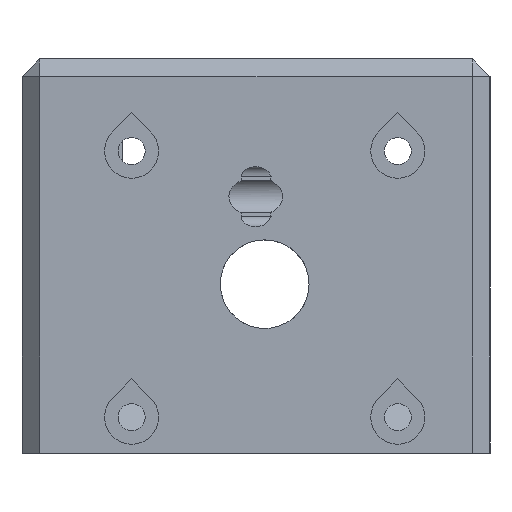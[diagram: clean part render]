
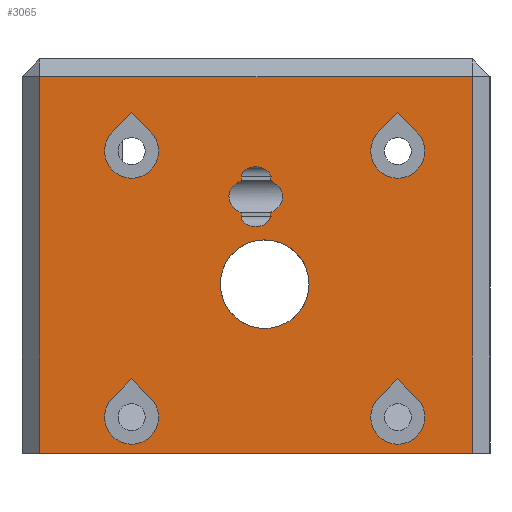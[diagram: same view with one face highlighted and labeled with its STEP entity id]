
A CAD part, left-side view. The second image highlights one B-rep face of the part: STEP entity #3065.
In plain terms, the highlighted planar face has unit normal (-1, 0, 0).
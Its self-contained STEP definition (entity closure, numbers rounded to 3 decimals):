
#15=ELLIPSE('',#3198,1.63,1.153);
#16=ELLIPSE('',#3205,1.63,1.153);
#17=ELLIPSE('',#3213,3.036,2.147);
#18=ELLIPSE('',#3214,3.036,2.147);
#19=ELLIPSE('',#3215,3.036,2.147);
#70=FACE_BOUND('',#436,.T.);
#71=FACE_BOUND('',#437,.T.);
#72=FACE_BOUND('',#438,.T.);
#73=FACE_BOUND('',#439,.T.);
#74=FACE_BOUND('',#440,.T.);
#75=FACE_BOUND('',#441,.T.);
#127=CIRCLE('',#3300,3.05);
#128=CIRCLE('',#3301,5.);
#129=CIRCLE('',#3302,3.05);
#130=CIRCLE('',#3303,3.05);
#131=CIRCLE('',#3304,3.05);
#247=FACE_OUTER_BOUND('',#435,.T.);
#435=EDGE_LOOP('',(#2373,#2374,#2375,#2376));
#436=EDGE_LOOP('',(#2377,#2378,#2379,#2380,#2381,#2382,#2383,#2384,#2385));
#437=EDGE_LOOP('',(#2386,#2387,#2388));
#438=EDGE_LOOP('',(#2389));
#439=EDGE_LOOP('',(#2390,#2391,#2392));
#440=EDGE_LOOP('',(#2393,#2394,#2395));
#441=EDGE_LOOP('',(#2396,#2397,#2398));
#612=LINE('',#4453,#964);
#615=LINE('',#4459,#967);
#620=LINE('',#4476,#972);
#623=LINE('',#4482,#975);
#739=LINE('',#4791,#1091);
#744=LINE('',#4800,#1096);
#748=LINE('',#4807,#1100);
#757=LINE('',#4824,#1109);
#758=LINE('',#4827,#1110);
#759=LINE('',#4830,#1111);
#760=LINE('',#4835,#1112);
#761=LINE('',#4838,#1113);
#762=LINE('',#4841,#1114);
#763=LINE('',#4844,#1115);
#764=LINE('',#4847,#1116);
#765=LINE('',#4850,#1117);
#964=VECTOR('',#3554,10.);
#967=VECTOR('',#3559,10.);
#972=VECTOR('',#3576,10.);
#975=VECTOR('',#3581,10.);
#1091=VECTOR('',#3865,10.);
#1096=VECTOR('',#3874,10.);
#1100=VECTOR('',#3880,10.);
#1109=VECTOR('',#3897,10.);
#1110=VECTOR('',#3898,10.);
#1111=VECTOR('',#3901,10.);
#1112=VECTOR('',#3904,10.);
#1113=VECTOR('',#3907,10.);
#1114=VECTOR('',#3908,10.);
#1115=VECTOR('',#3911,10.);
#1116=VECTOR('',#3912,10.);
#1117=VECTOR('',#3915,10.);
#1302=VERTEX_POINT('',#4443);
#1303=VERTEX_POINT('',#4444);
#1306=VERTEX_POINT('',#4452);
#1308=VERTEX_POINT('',#4458);
#1310=VERTEX_POINT('',#4466);
#1311=VERTEX_POINT('',#4467);
#1314=VERTEX_POINT('',#4475);
#1316=VERTEX_POINT('',#4481);
#1319=VERTEX_POINT('',#4491);
#1415=VERTEX_POINT('',#4758);
#1423=VERTEX_POINT('',#4784);
#1427=VERTEX_POINT('',#4798);
#1428=VERTEX_POINT('',#4803);
#1434=VERTEX_POINT('',#4825);
#1435=VERTEX_POINT('',#4826);
#1436=VERTEX_POINT('',#4828);
#1437=VERTEX_POINT('',#4831);
#1438=VERTEX_POINT('',#4833);
#1439=VERTEX_POINT('',#4834);
#1440=VERTEX_POINT('',#4836);
#1441=VERTEX_POINT('',#4839);
#1442=VERTEX_POINT('',#4840);
#1443=VERTEX_POINT('',#4842);
#1444=VERTEX_POINT('',#4845);
#1445=VERTEX_POINT('',#4846);
#1446=VERTEX_POINT('',#4848);
#1594=EDGE_CURVE('',#1302,#1303,#15,.T.);
#1598=EDGE_CURVE('',#1303,#1306,#612,.T.);
#1601=EDGE_CURVE('',#1308,#1302,#615,.T.);
#1605=EDGE_CURVE('',#1310,#1311,#16,.T.);
#1609=EDGE_CURVE('',#1311,#1314,#620,.T.);
#1612=EDGE_CURVE('',#1316,#1310,#623,.T.);
#1618=EDGE_CURVE('',#1314,#1319,#17,.T.);
#1619=EDGE_CURVE('',#1306,#1316,#18,.T.);
#1620=EDGE_CURVE('',#1319,#1308,#19,.T.);
#1765=EDGE_CURVE('',#1423,#1415,#739,.T.);
#1770=EDGE_CURVE('',#1427,#1423,#744,.T.);
#1774=EDGE_CURVE('',#1415,#1428,#748,.T.);
#1783=EDGE_CURVE('',#1428,#1427,#757,.T.);
#1784=EDGE_CURVE('',#1434,#1435,#758,.T.);
#1785=EDGE_CURVE('',#1435,#1436,#127,.T.);
#1786=EDGE_CURVE('',#1436,#1434,#759,.T.);
#1787=EDGE_CURVE('',#1437,#1437,#128,.T.);
#1788=EDGE_CURVE('',#1438,#1439,#760,.T.);
#1789=EDGE_CURVE('',#1439,#1440,#129,.T.);
#1790=EDGE_CURVE('',#1440,#1438,#761,.T.);
#1791=EDGE_CURVE('',#1441,#1442,#762,.T.);
#1792=EDGE_CURVE('',#1442,#1443,#130,.T.);
#1793=EDGE_CURVE('',#1443,#1441,#763,.T.);
#1794=EDGE_CURVE('',#1444,#1445,#764,.T.);
#1795=EDGE_CURVE('',#1445,#1446,#131,.T.);
#1796=EDGE_CURVE('',#1446,#1444,#765,.T.);
#2373=ORIENTED_EDGE('',*,*,#1774,.F.);
#2374=ORIENTED_EDGE('',*,*,#1765,.F.);
#2375=ORIENTED_EDGE('',*,*,#1770,.F.);
#2376=ORIENTED_EDGE('',*,*,#1783,.F.);
#2377=ORIENTED_EDGE('',*,*,#1598,.T.);
#2378=ORIENTED_EDGE('',*,*,#1619,.T.);
#2379=ORIENTED_EDGE('',*,*,#1612,.T.);
#2380=ORIENTED_EDGE('',*,*,#1605,.T.);
#2381=ORIENTED_EDGE('',*,*,#1609,.T.);
#2382=ORIENTED_EDGE('',*,*,#1618,.T.);
#2383=ORIENTED_EDGE('',*,*,#1620,.T.);
#2384=ORIENTED_EDGE('',*,*,#1601,.T.);
#2385=ORIENTED_EDGE('',*,*,#1594,.T.);
#2386=ORIENTED_EDGE('',*,*,#1784,.T.);
#2387=ORIENTED_EDGE('',*,*,#1785,.T.);
#2388=ORIENTED_EDGE('',*,*,#1786,.T.);
#2389=ORIENTED_EDGE('',*,*,#1787,.T.);
#2390=ORIENTED_EDGE('',*,*,#1788,.T.);
#2391=ORIENTED_EDGE('',*,*,#1789,.T.);
#2392=ORIENTED_EDGE('',*,*,#1790,.T.);
#2393=ORIENTED_EDGE('',*,*,#1791,.T.);
#2394=ORIENTED_EDGE('',*,*,#1792,.T.);
#2395=ORIENTED_EDGE('',*,*,#1793,.T.);
#2396=ORIENTED_EDGE('',*,*,#1794,.T.);
#2397=ORIENTED_EDGE('',*,*,#1795,.T.);
#2398=ORIENTED_EDGE('',*,*,#1796,.T.);
#2913=PLANE('',#3299);
#3065=ADVANCED_FACE('',(#247,#70,#71,#72,#73,#74,#75),#2913,.T.);
#3198=AXIS2_PLACEMENT_3D('',#4445,#3546,#3547);
#3205=AXIS2_PLACEMENT_3D('',#4468,#3568,#3569);
#3213=AXIS2_PLACEMENT_3D('',#4493,#3593,#3594);
#3214=AXIS2_PLACEMENT_3D('',#4494,#3595,#3596);
#3215=AXIS2_PLACEMENT_3D('',#4495,#3597,#3598);
#3299=AXIS2_PLACEMENT_3D('',#4823,#3895,#3896);
#3300=AXIS2_PLACEMENT_3D('',#4829,#3899,#3900);
#3301=AXIS2_PLACEMENT_3D('',#4832,#3902,#3903);
#3302=AXIS2_PLACEMENT_3D('',#4837,#3905,#3906);
#3303=AXIS2_PLACEMENT_3D('',#4843,#3909,#3910);
#3304=AXIS2_PLACEMENT_3D('',#4849,#3913,#3914);
#3546=DIRECTION('center_axis',(1.,0.,0.));
#3547=DIRECTION('ref_axis',(0.,1.,0.));
#3554=DIRECTION('',(0.,0.,1.));
#3559=DIRECTION('',(0.,0.,-1.));
#3568=DIRECTION('center_axis',(1.,0.,0.));
#3569=DIRECTION('ref_axis',(0.,1.,0.));
#3576=DIRECTION('',(0.,0.,-1.));
#3581=DIRECTION('',(0.,0.,1.));
#3593=DIRECTION('center_axis',(1.,0.,0.));
#3594=DIRECTION('ref_axis',(0.,1.,0.));
#3595=DIRECTION('center_axis',(1.,0.,0.));
#3596=DIRECTION('ref_axis',(0.,1.,0.));
#3597=DIRECTION('center_axis',(1.,0.,0.));
#3598=DIRECTION('ref_axis',(0.,1.,0.));
#3865=DIRECTION('',(0.,-1.,0.));
#3874=DIRECTION('',(0.,0.,1.));
#3880=DIRECTION('',(0.,0.,-1.));
#3895=DIRECTION('center_axis',(-1.,0.,0.));
#3896=DIRECTION('ref_axis',(0.,0.,1.));
#3897=DIRECTION('',(0.,1.,0.));
#3898=DIRECTION('',(0.,-0.707,-0.707));
#3899=DIRECTION('center_axis',(1.,0.,0.));
#3900=DIRECTION('ref_axis',(0.,1.,0.));
#3901=DIRECTION('',(0.,-0.707,0.707));
#3902=DIRECTION('center_axis',(1.,0.,0.));
#3903=DIRECTION('ref_axis',(0.,1.,0.));
#3904=DIRECTION('',(0.,-0.707,-0.707));
#3905=DIRECTION('center_axis',(1.,0.,0.));
#3906=DIRECTION('ref_axis',(0.,1.,0.));
#3907=DIRECTION('',(0.,-0.707,0.707));
#3908=DIRECTION('',(0.,-0.707,-0.707));
#3909=DIRECTION('center_axis',(1.,0.,0.));
#3910=DIRECTION('ref_axis',(0.,1.,0.));
#3911=DIRECTION('',(0.,-0.707,0.707));
#3912=DIRECTION('',(0.,-0.707,-0.707));
#3913=DIRECTION('center_axis',(1.,0.,0.));
#3914=DIRECTION('ref_axis',(0.,1.,0.));
#3915=DIRECTION('',(0.,-0.707,0.707));
#4443=CARTESIAN_POINT('',(-6.,-0.63,7.643));
#4444=CARTESIAN_POINT('',(-6.,2.63,7.643));
#4445=CARTESIAN_POINT('Origin',(-6.,1.,7.643));
#4452=CARTESIAN_POINT('',(-6.,2.63,8.055));
#4453=CARTESIAN_POINT('',(-6.,2.63,5.615));
#4458=CARTESIAN_POINT('',(-6.,-0.63,8.055));
#4459=CARTESIAN_POINT('',(-6.,-0.63,5.409));
#4466=CARTESIAN_POINT('',(-6.,2.63,12.089));
#4467=CARTESIAN_POINT('',(-6.,-0.63,12.089));
#4468=CARTESIAN_POINT('Origin',(-6.,1.,12.089));
#4475=CARTESIAN_POINT('',(-6.,-0.63,11.677));
#4476=CARTESIAN_POINT('',(-6.,-0.63,7.426));
#4481=CARTESIAN_POINT('',(-6.,2.63,11.677));
#4482=CARTESIAN_POINT('',(-6.,2.63,7.632));
#4491=CARTESIAN_POINT('',(-6.,-2.036,9.866));
#4493=CARTESIAN_POINT('Origin',(-6.,1.,9.866));
#4494=CARTESIAN_POINT('Origin',(-6.,1.,9.866));
#4495=CARTESIAN_POINT('Origin',(-6.,1.,9.866));
#4758=CARTESIAN_POINT('',(-6.,-23.4,23.4));
#4784=CARTESIAN_POINT('',(-6.,25.361,23.4));
#4791=CARTESIAN_POINT('',(-6.,-12.21,23.4));
#4798=CARTESIAN_POINT('',(-6.,25.361,-19.05));
#4800=CARTESIAN_POINT('',(-6.,25.361,3.175));
#4803=CARTESIAN_POINT('',(-6.,-23.4,-19.05));
#4807=CARTESIAN_POINT('',(-6.,-23.4,-7.938));
#4823=CARTESIAN_POINT('Origin',(-6.,0.981,3.175));
#4824=CARTESIAN_POINT('',(-6.,25.361,-19.05));
#4825=CARTESIAN_POINT('',(-6.,15.,19.313));
#4826=CARTESIAN_POINT('',(-6.,12.843,17.157));
#4827=CARTESIAN_POINT('',(-6.,7.461,11.774));
#4828=CARTESIAN_POINT('',(-6.,17.157,17.157));
#4829=CARTESIAN_POINT('Origin',(-6.,15.,15.));
#4830=CARTESIAN_POINT('',(-6.,16.608,17.705));
#4831=CARTESIAN_POINT('',(-6.,-5.,0.));
#4832=CARTESIAN_POINT('Origin',(-6.,0.,0.));
#4833=CARTESIAN_POINT('',(-6.,15.,-10.687));
#4834=CARTESIAN_POINT('',(-6.,12.843,-12.843));
#4835=CARTESIAN_POINT('',(-6.,14.961,-10.726));
#4836=CARTESIAN_POINT('',(-6.,17.157,-12.843));
#4837=CARTESIAN_POINT('Origin',(-6.,15.,-15.));
#4838=CARTESIAN_POINT('',(-6.,9.108,-4.795));
#4839=CARTESIAN_POINT('',(-6.,-15.,19.313));
#4840=CARTESIAN_POINT('',(-6.,-17.157,17.157));
#4841=CARTESIAN_POINT('',(-6.,-15.039,19.274));
#4842=CARTESIAN_POINT('',(-6.,-12.843,17.157));
#4843=CARTESIAN_POINT('Origin',(-6.,-15.,15.));
#4844=CARTESIAN_POINT('',(-6.,-5.892,10.205));
#4845=CARTESIAN_POINT('',(-6.,-15.,-10.687));
#4846=CARTESIAN_POINT('',(-6.,-17.157,-12.843));
#4847=CARTESIAN_POINT('',(-6.,-7.539,-3.226));
#4848=CARTESIAN_POINT('',(-6.,-12.843,-12.843));
#4849=CARTESIAN_POINT('Origin',(-6.,-15.,-15.));
#4850=CARTESIAN_POINT('',(-6.,-13.392,-12.295));
